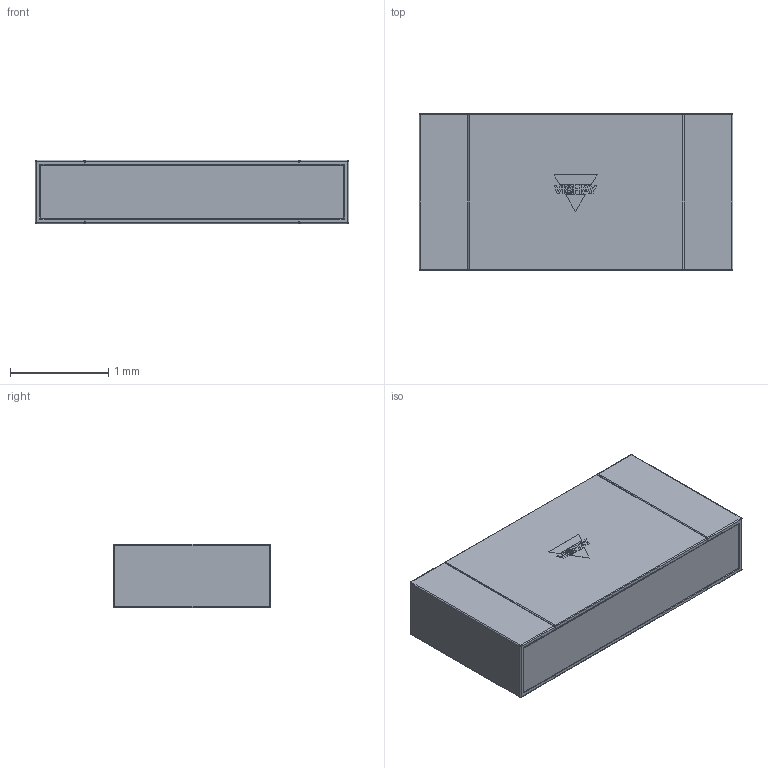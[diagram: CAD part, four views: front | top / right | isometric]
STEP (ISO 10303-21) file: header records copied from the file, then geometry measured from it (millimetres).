
FILE_DESCRIPTION(/* description */ (''),/* implementation_level */ '2;1');
FILE_NAME(/* name */ '1206.stp',/* time_stamp */ '2020-05-13T12:46:00+02:00',/* author */ ('khaled'),/* organization */ (''),/* preprocessor_version */ 'ST-DEVELOPER v17.2',/* originating_system */ 'Autodesk Inventor 2019',/* authorisation */ '');
FILE_SCHEMA (('AUTOMOTIVE_DESIGN { 1 0 10303 214 3 1 1 }'));
Length unit declared in the file: millimetre
Products named in the file (6): 0805; body; pad; top; Vishay; top_1
Assembly tree (6 placements, depth 2):
  0805
    body
    pad  x2
    top
    Vishay
    top_1
Bounding box: 3.2 x 1.6 x 0.65 mm (x, y, z)
Volume: 3.3 mm3; surface area: 40.3 mm2
Topology: 13 solids, 13 shells, 216 faces, 466 edges, 276 vertices
Faces by surface type: plane 108, cylinder 64, sphere 24, bspline 12, torus 8
Entity records: 5058 total; most frequent: CARTESIAN_POINT 964, DIRECTION 802, ORIENTED_EDGE 772, EDGE_CURVE 386, LINE 278, VECTOR 278, AXIS2_PLACEMENT_3D 262, VERTEX_POINT 232
